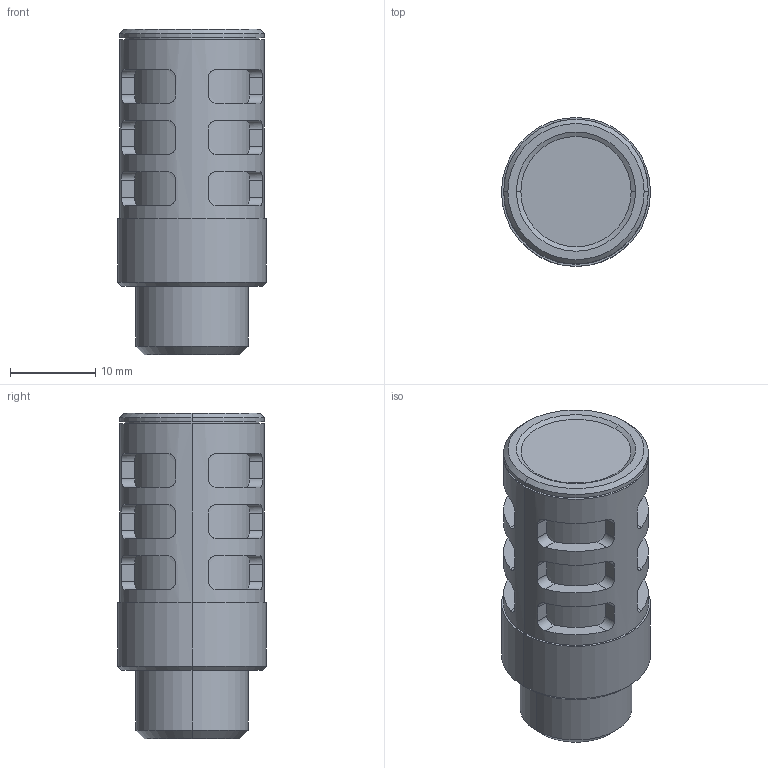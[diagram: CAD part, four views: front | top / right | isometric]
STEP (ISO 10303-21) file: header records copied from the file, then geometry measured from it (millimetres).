
FILE_DESCRIPTION(/* description */ ('AP214 STEP file'),/* implementation_level */ '1');
FILE_NAME(/* name */ 'SR02',/* time_stamp */ '2009-05-08T13:23:56+09:00',/* author */ (''),/* organization */ (''),/* preprocessor_version */ '',/* originating_system */ 'Unigraphics',/* authorisation */ '');
FILE_SCHEMA (('AUTOMOTIVE_DESIGN'));
Length unit declared in the file: millimetre
Products named in the file (1): SR02
Bounding box: 17.5 x 17.5 x 38.2 mm (x, y, z)
Volume: 7385 mm3; surface area: 2746.6 mm2
Topology: 1 solids, 1 shells, 133 faces, 336 edges, 222 vertices
Faces by surface type: cylinder 70, plane 55, cone 8
Entity records: 4204 total; most frequent: CARTESIAN_POINT 1076, ORIENTED_EDGE 672, DIRECTION 586, EDGE_CURVE 336, VERTEX_POINT 222, AXIS2_PLACEMENT_3D 212, VECTOR 162, LINE 162
